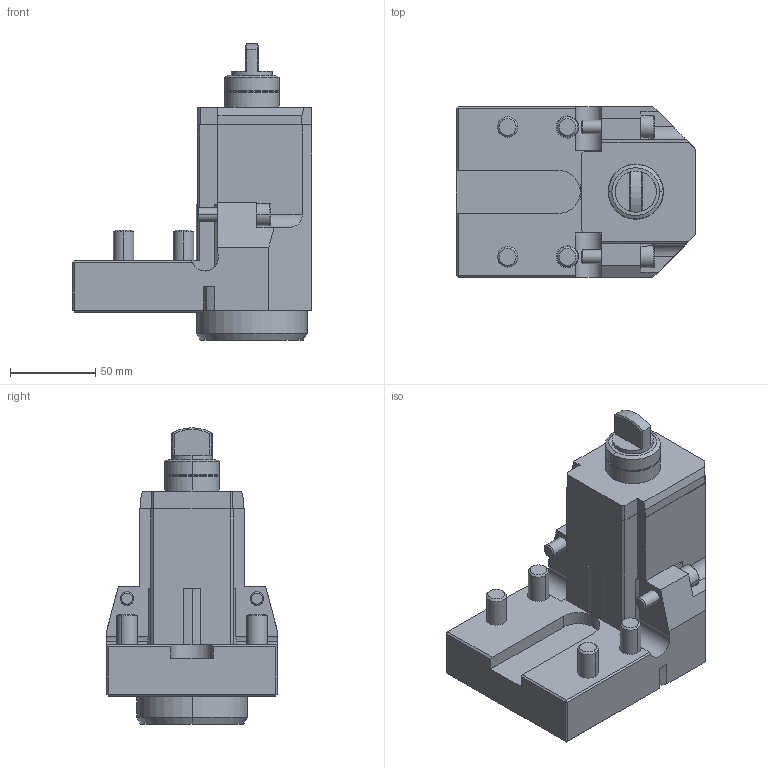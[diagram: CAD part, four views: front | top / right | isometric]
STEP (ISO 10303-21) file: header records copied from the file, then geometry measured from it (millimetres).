
FILE_DESCRIPTION(('HOOPS Exchange Step'),'2;1');
FILE_NAME('Modelcomposition.stp','2024-06-06T14:09:34+00:00',('toolarena-modelservice-ewspro'),('Unknown organisation'),'HOOPS Exchange 2021.2','HOOPS Exchange','Unknown authorisation');
FILE_SCHEMA( ('AP242_MANAGED_MODEL_BASED_3D_ENGINEERING_MIM_LF {1 0 10303 442 1 1 4 }') );
Length unit declared in the file: millimetre
Products named in the file (1): EWS_181757_DIN4003
Bounding box: 140 x 100 x 173.5 mm (x, y, z)
Volume: 843041 mm3; surface area: 80528.4 mm2
Topology: 1 solids, 1 shells, 183 faces, 464 edges, 299 vertices
Faces by surface type: plane 96, cylinder 52, cone 25, torus 8, sphere 2
Entity records: 5814 total; most frequent: CARTESIAN_POINT 1256, DIRECTION 979, ORIENTED_EDGE 928, EDGE_CURVE 464, AXIS2_PLACEMENT_3D 353, VERTEX_POINT 299, VECTOR 273, LINE 273
